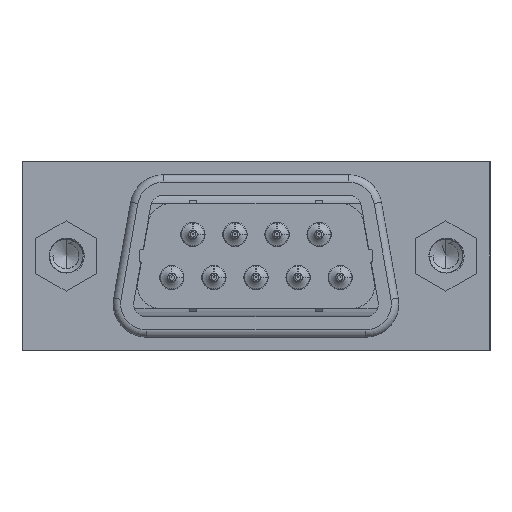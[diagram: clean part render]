
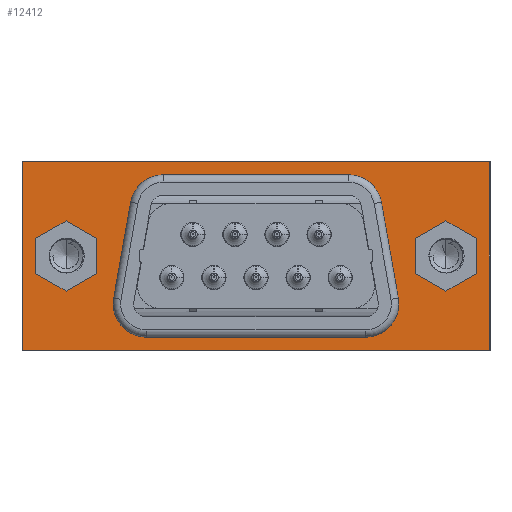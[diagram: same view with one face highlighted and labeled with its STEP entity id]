
A CAD part, front view. The second image highlights one B-rep face of the part: STEP entity #12412.
In plain terms, the highlighted planar face has unit normal (0, -1, 0).
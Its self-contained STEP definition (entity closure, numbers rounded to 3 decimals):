
#6748=CARTESIAN_POINT('',(-6.25,3.05,-11.075));
#6749=VERTEX_POINT('',#6748);
#6757=CARTESIAN_POINT('',(24.45,3.05,-11.075));
#6758=VERTEX_POINT('',#6757);
#6765=CARTESIAN_POINT('',(-6.25,3.05,-11.075));
#6766=DIRECTION('',(1.,0.,0.));
#6767=VECTOR('',#6766,30.7);
#6768=LINE('',#6765,#6767);
#6769=EDGE_CURVE('',#6749,#6758,#6768,.T.);
#6779=CARTESIAN_POINT('',(-6.25,3.05,1.325));
#6780=VERTEX_POINT('',#6779);
#6789=CARTESIAN_POINT('',(-6.25,3.05,-11.075));
#6790=DIRECTION('',(0.,0.,1.));
#6791=VECTOR('',#6790,12.4);
#6792=LINE('',#6789,#6791);
#6793=EDGE_CURVE('',#6749,#6780,#6792,.T.);
#6803=CARTESIAN_POINT('',(24.45,3.05,1.325));
#6804=VERTEX_POINT('',#6803);
#6813=CARTESIAN_POINT('',(24.45,3.05,1.325));
#6814=DIRECTION('',(-1.,0.,0.));
#6815=VECTOR('',#6814,30.7);
#6816=LINE('',#6813,#6815);
#6817=EDGE_CURVE('',#6804,#6780,#6816,.T.);
#6830=CARTESIAN_POINT('',(24.45,3.05,-11.075));
#6831=DIRECTION('',(0.,0.,1.));
#6832=VECTOR('',#6831,12.4);
#6833=LINE('',#6830,#6832);
#6834=EDGE_CURVE('',#6758,#6804,#6833,.T.);
#12231=CARTESIAN_POINT('',(9.1,3.05,-4.875));
#12232=DIRECTION('',(1.,0.,0.));
#12233=DIRECTION('',(0.,-1.,0.));
#12234=AXIS2_PLACEMENT_3D('',#12231,#12233,#12232);
#12235=PLANE('',#12234);
#12236=ORIENTED_EDGE('',*,*,#6769,.T.);
#12237=ORIENTED_EDGE('',*,*,#6834,.T.);
#12238=ORIENTED_EDGE('',*,*,#6817,.T.);
#12239=ORIENTED_EDGE('',*,*,#6793,.F.);
#12240=EDGE_LOOP('',(#12236,#12237,#12238,#12239));
#12241=FACE_OUTER_BOUND('',#12240,.T.);
#12242=CARTESIAN_POINT('',(-1.4,3.05,-3.72));
#12243=VERTEX_POINT('',#12242);
#12244=CARTESIAN_POINT('',(-1.4,3.05,-6.03));
#12245=VERTEX_POINT('',#12244);
#12246=CARTESIAN_POINT('',(-1.4,3.05,-3.72));
#12247=DIRECTION('',(0.,0.,-1.));
#12248=VECTOR('',#12247,2.309);
#12249=LINE('',#12246,#12248);
#12250=EDGE_CURVE('',#12243,#12245,#12249,.T.);
#12251=ORIENTED_EDGE('',*,*,#12250,.T.);
#12252=CARTESIAN_POINT('',(-3.4,3.05,-7.184));
#12253=VERTEX_POINT('',#12252);
#12254=CARTESIAN_POINT('',(-1.4,3.05,-6.03));
#12255=DIRECTION('',(-0.866,0.,-0.5));
#12256=VECTOR('',#12255,2.309);
#12257=LINE('',#12254,#12256);
#12258=EDGE_CURVE('',#12245,#12253,#12257,.T.);
#12259=ORIENTED_EDGE('',*,*,#12258,.T.);
#12260=CARTESIAN_POINT('',(-5.4,3.05,-6.03));
#12261=VERTEX_POINT('',#12260);
#12262=CARTESIAN_POINT('',(-3.4,3.05,-7.184));
#12263=DIRECTION('',(-0.866,0.,0.5));
#12264=VECTOR('',#12263,2.309);
#12265=LINE('',#12262,#12264);
#12266=EDGE_CURVE('',#12253,#12261,#12265,.T.);
#12267=ORIENTED_EDGE('',*,*,#12266,.T.);
#12268=CARTESIAN_POINT('',(-5.4,3.05,-3.72));
#12269=VERTEX_POINT('',#12268);
#12270=CARTESIAN_POINT('',(-5.4,3.05,-6.03));
#12271=DIRECTION('',(0.,0.,1.));
#12272=VECTOR('',#12271,2.309);
#12273=LINE('',#12270,#12272);
#12274=EDGE_CURVE('',#12261,#12269,#12273,.T.);
#12275=ORIENTED_EDGE('',*,*,#12274,.T.);
#12276=CARTESIAN_POINT('',(-3.4,3.05,-2.566));
#12277=VERTEX_POINT('',#12276);
#12278=CARTESIAN_POINT('',(-5.4,3.05,-3.72));
#12279=DIRECTION('',(0.866,0.,0.5));
#12280=VECTOR('',#12279,2.309);
#12281=LINE('',#12278,#12280);
#12282=EDGE_CURVE('',#12269,#12277,#12281,.T.);
#12283=ORIENTED_EDGE('',*,*,#12282,.T.);
#12284=CARTESIAN_POINT('',(-3.4,3.05,-2.566));
#12285=DIRECTION('',(0.866,0.,-0.5));
#12286=VECTOR('',#12285,2.309);
#12287=LINE('',#12284,#12286);
#12288=EDGE_CURVE('',#12277,#12243,#12287,.T.);
#12289=ORIENTED_EDGE('',*,*,#12288,.T.);
#12290=EDGE_LOOP('',(#12251,#12259,#12267,#12275,#12283,#12289));
#12291=FACE_BOUND('',#12290,.T.);
#12292=CARTESIAN_POINT('',(15.189,3.05,0.475));
#12293=VERTEX_POINT('',#12292);
#12294=CARTESIAN_POINT('',(3.011,3.05,0.475));
#12295=VERTEX_POINT('',#12294);
#12296=CARTESIAN_POINT('',(15.189,3.05,0.475));
#12297=DIRECTION('',(-1.,0.,0.));
#12298=VECTOR('',#12297,12.178);
#12299=LINE('',#12296,#12298);
#12300=EDGE_CURVE('',#12293,#12295,#12299,.T.);
#12301=ORIENTED_EDGE('',*,*,#12300,.F.);
#12302=CARTESIAN_POINT('',(17.356,3.05,-1.343));
#12303=VERTEX_POINT('',#12302);
#12304=CARTESIAN_POINT('',(15.189,3.05,-1.725));
#12305=DIRECTION('',(0.985,0.,0.174));
#12306=DIRECTION('',(0.,-1.,0.));
#12307=AXIS2_PLACEMENT_3D('',#12304,#12306,#12305);
#12308=CIRCLE('',#12307,2.2);
#12309=EDGE_CURVE('',#12303,#12293,#12308,.T.);
#12310=ORIENTED_EDGE('',*,*,#12309,.F.);
#12311=CARTESIAN_POINT('',(18.467,3.05,-7.643));
#12312=VERTEX_POINT('',#12311);
#12313=CARTESIAN_POINT('',(18.467,3.05,-7.643));
#12314=DIRECTION('',(-0.174,0.,0.985));
#12315=VECTOR('',#12314,6.397);
#12316=LINE('',#12313,#12315);
#12317=EDGE_CURVE('',#12312,#12303,#12316,.T.);
#12318=ORIENTED_EDGE('',*,*,#12317,.F.);
#12319=CARTESIAN_POINT('',(16.3,3.05,-10.225));
#12320=VERTEX_POINT('',#12319);
#12321=CARTESIAN_POINT('',(16.3,3.05,-8.025));
#12322=DIRECTION('',(0.,0.,-1.));
#12323=DIRECTION('',(0.,-1.,0.));
#12324=AXIS2_PLACEMENT_3D('',#12321,#12323,#12322);
#12325=CIRCLE('',#12324,2.2);
#12326=EDGE_CURVE('',#12320,#12312,#12325,.T.);
#12327=ORIENTED_EDGE('',*,*,#12326,.F.);
#12328=CARTESIAN_POINT('',(1.9,3.05,-10.225));
#12329=VERTEX_POINT('',#12328);
#12330=CARTESIAN_POINT('',(1.9,3.05,-10.225));
#12331=DIRECTION('',(1.,0.,0.));
#12332=VECTOR('',#12331,14.4);
#12333=LINE('',#12330,#12332);
#12334=EDGE_CURVE('',#12329,#12320,#12333,.T.);
#12335=ORIENTED_EDGE('',*,*,#12334,.F.);
#12336=CARTESIAN_POINT('',(-0.266,3.05,-7.643));
#12337=VERTEX_POINT('',#12336);
#12338=CARTESIAN_POINT('',(1.9,3.05,-8.025));
#12339=DIRECTION('',(-0.985,0.,0.174));
#12340=DIRECTION('',(0.,-1.,0.));
#12341=AXIS2_PLACEMENT_3D('',#12338,#12340,#12339);
#12342=CIRCLE('',#12341,2.2);
#12343=EDGE_CURVE('',#12337,#12329,#12342,.T.);
#12344=ORIENTED_EDGE('',*,*,#12343,.F.);
#12345=CARTESIAN_POINT('',(0.844,3.05,-1.343));
#12346=VERTEX_POINT('',#12345);
#12347=CARTESIAN_POINT('',(0.844,3.05,-1.343));
#12348=DIRECTION('',(-0.174,0.,-0.985));
#12349=VECTOR('',#12348,6.397);
#12350=LINE('',#12347,#12349);
#12351=EDGE_CURVE('',#12346,#12337,#12350,.T.);
#12352=ORIENTED_EDGE('',*,*,#12351,.F.);
#12353=CARTESIAN_POINT('',(3.011,3.05,-1.725));
#12354=DIRECTION('',(0.,0.,1.));
#12355=DIRECTION('',(0.,-1.,0.));
#12356=AXIS2_PLACEMENT_3D('',#12353,#12355,#12354);
#12357=CIRCLE('',#12356,2.2);
#12358=EDGE_CURVE('',#12295,#12346,#12357,.T.);
#12359=ORIENTED_EDGE('',*,*,#12358,.F.);
#12360=EDGE_LOOP('',(#12301,#12310,#12318,#12327,#12335,#12344,#12352,#12359));
#12361=FACE_BOUND('',#12360,.T.);
#12362=CARTESIAN_POINT('',(23.6,3.05,-3.72));
#12363=VERTEX_POINT('',#12362);
#12364=CARTESIAN_POINT('',(23.6,3.05,-6.03));
#12365=VERTEX_POINT('',#12364);
#12366=CARTESIAN_POINT('',(23.6,3.05,-3.72));
#12367=DIRECTION('',(0.,0.,-1.));
#12368=VECTOR('',#12367,2.309);
#12369=LINE('',#12366,#12368);
#12370=EDGE_CURVE('',#12363,#12365,#12369,.T.);
#12371=ORIENTED_EDGE('',*,*,#12370,.T.);
#12372=CARTESIAN_POINT('',(21.6,3.05,-7.184));
#12373=VERTEX_POINT('',#12372);
#12374=CARTESIAN_POINT('',(23.6,3.05,-6.03));
#12375=DIRECTION('',(-0.866,0.,-0.5));
#12376=VECTOR('',#12375,2.309);
#12377=LINE('',#12374,#12376);
#12378=EDGE_CURVE('',#12365,#12373,#12377,.T.);
#12379=ORIENTED_EDGE('',*,*,#12378,.T.);
#12380=CARTESIAN_POINT('',(19.6,3.05,-6.03));
#12381=VERTEX_POINT('',#12380);
#12382=CARTESIAN_POINT('',(21.6,3.05,-7.184));
#12383=DIRECTION('',(-0.866,0.,0.5));
#12384=VECTOR('',#12383,2.309);
#12385=LINE('',#12382,#12384);
#12386=EDGE_CURVE('',#12373,#12381,#12385,.T.);
#12387=ORIENTED_EDGE('',*,*,#12386,.T.);
#12388=CARTESIAN_POINT('',(19.6,3.05,-3.72));
#12389=VERTEX_POINT('',#12388);
#12390=CARTESIAN_POINT('',(19.6,3.05,-6.03));
#12391=DIRECTION('',(0.,0.,1.));
#12392=VECTOR('',#12391,2.309);
#12393=LINE('',#12390,#12392);
#12394=EDGE_CURVE('',#12381,#12389,#12393,.T.);
#12395=ORIENTED_EDGE('',*,*,#12394,.T.);
#12396=CARTESIAN_POINT('',(21.6,3.05,-2.566));
#12397=VERTEX_POINT('',#12396);
#12398=CARTESIAN_POINT('',(19.6,3.05,-3.72));
#12399=DIRECTION('',(0.866,0.,0.5));
#12400=VECTOR('',#12399,2.309);
#12401=LINE('',#12398,#12400);
#12402=EDGE_CURVE('',#12389,#12397,#12401,.T.);
#12403=ORIENTED_EDGE('',*,*,#12402,.T.);
#12404=CARTESIAN_POINT('',(21.6,3.05,-2.566));
#12405=DIRECTION('',(0.866,0.,-0.5));
#12406=VECTOR('',#12405,2.309);
#12407=LINE('',#12404,#12406);
#12408=EDGE_CURVE('',#12397,#12363,#12407,.T.);
#12409=ORIENTED_EDGE('',*,*,#12408,.T.);
#12410=EDGE_LOOP('',(#12371,#12379,#12387,#12395,#12403,#12409));
#12411=FACE_BOUND('',#12410,.T.);
#12412=ADVANCED_FACE('',(#12241,#12291,#12361,#12411),#12235,.T.);
